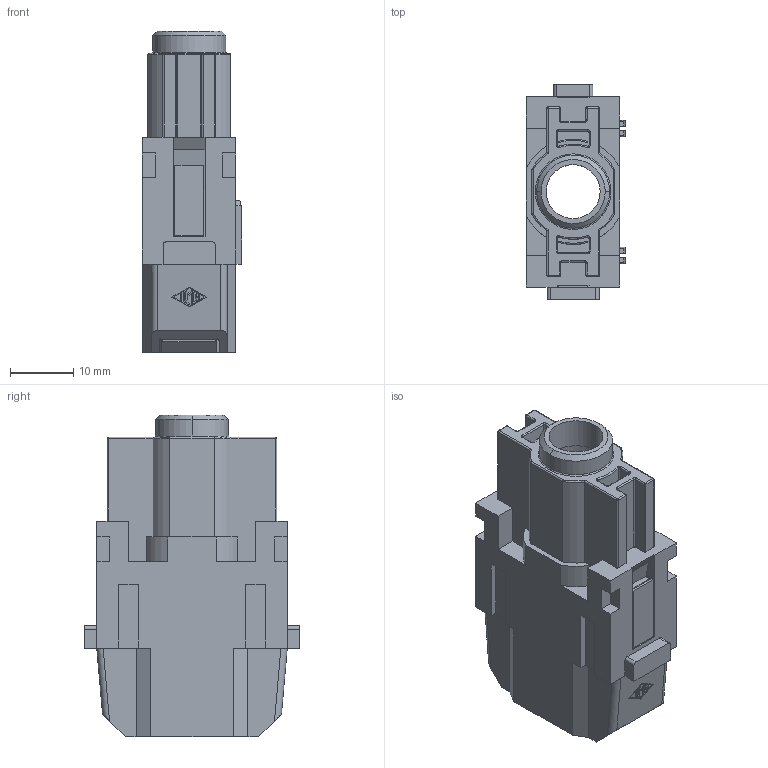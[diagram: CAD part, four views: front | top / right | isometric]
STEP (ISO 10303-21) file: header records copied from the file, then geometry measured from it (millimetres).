
FILE_DESCRIPTION(('Creo Elements/Direct Modeling STEP Export'),'2;1');
FILE_NAME('0lndqdl4d14jv673852','2017-10-02T 9:15:57',(''),(''),'PTC Creo Elements/Direct Modeling STEP processor for AP214 (Solid Model)','PTC Creo Elements/Direct Modeling 19.0E 27-Jun-2016 (C) Parametric Technology GmbH','');
FILE_SCHEMA(('AUTOMOTIVE_DESIGN { 1 0 10303 214 1 1 1 1 }'));
Length unit declared in the file: millimetre
Products named in the file (2): CX_01_GF
Assembly tree (1 placements, depth 2):
  CX_01_GF
    CX_01_GF
Bounding box: 15.6 x 34 x 50.7 mm (x, y, z)
Volume: 10794.4 mm3; surface area: 8762.9 mm2
Topology: 1 solids, 1 shells, 383 faces, 1048 edges, 672 vertices
Faces by surface type: plane 237, cylinder 103, torus 22, extrusion 9, sphere 8, cone 4
Entity records: 15144 total; most frequent: CARTESIAN_POINT 2895, ORIENTED_EDGE 2080, DIRECTION 1888, EDGE_CURVE 1040, VECTOR 768, LINE 759, VERTEX_POINT 672, AXIS2_PLACEMENT_3D 560
